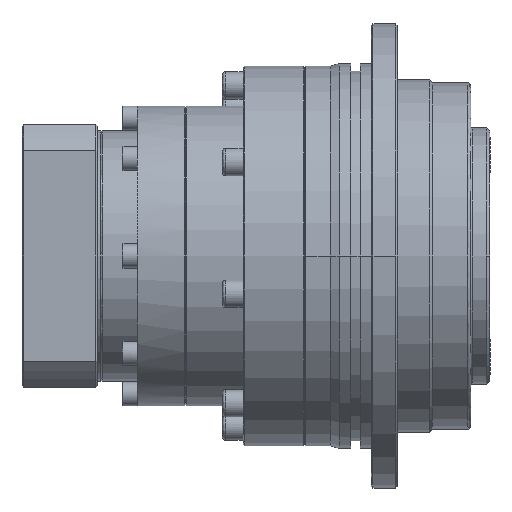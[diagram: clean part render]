
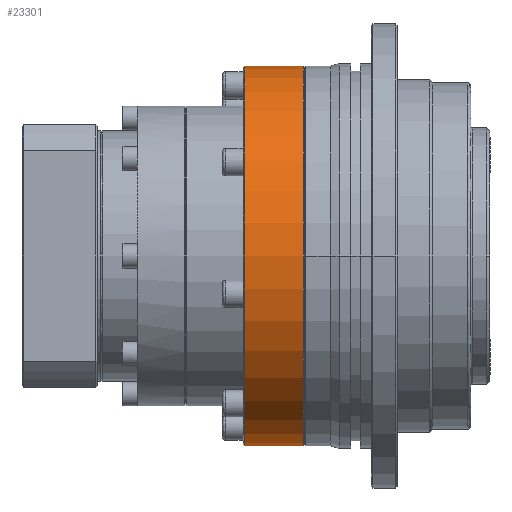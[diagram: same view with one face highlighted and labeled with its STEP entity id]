
A CAD part, front view. The second image highlights one B-rep face of the part: STEP entity #23301.
In plain terms, the highlighted cylindrical face has radius 59.25 mm (diameter 118.5 mm), a partial arc.
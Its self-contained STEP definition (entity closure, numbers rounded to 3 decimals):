
#2046 = CARTESIAN_POINT ( 'NONE',  ( -126.25, 0., -59.25 ) ) ;
#2555 = CARTESIAN_POINT ( 'NONE',  ( -126.9, 0., 59.25 ) ) ;
#3670 = EDGE_CURVE ( 'NONE', #11044, #23470, #17731, .T. ) ;
#5212 = VECTOR ( 'NONE', #27079, 1000. ) ;
#5696 = CARTESIAN_POINT ( 'NONE',  ( -126.25, 0., 59.25 ) ) ;
#5817 = DIRECTION ( 'NONE',  ( 0., 0., 1. ) ) ;
#8170 = EDGE_LOOP ( 'NONE', ( #18504, #27682, #27432, #13119 ) ) ;
#9657 = DIRECTION ( 'NONE',  ( 1., 0., 0. ) ) ;
#10409 = DIRECTION ( 'NONE',  ( -1., 0., 0. ) ) ;
#10719 = CARTESIAN_POINT ( 'NONE',  ( -144.7, 0., 0. ) ) ;
#11044 = VERTEX_POINT ( 'NONE', #2046 ) ;
#13119 = ORIENTED_EDGE ( 'NONE', *, *, #20835, .T. ) ;
#13166 = DIRECTION ( 'NONE',  ( 0., 0., 1. ) ) ;
#15458 = EDGE_CURVE ( 'NONE', #25444, #17024, #16953, .T. ) ;
#16575 = DIRECTION ( 'NONE',  ( -1., 0., 0. ) ) ;
#16953 = LINE ( 'NONE', #2555, #22948 ) ;
#17024 = VERTEX_POINT ( 'NONE', #20220 ) ;
#17731 = LINE ( 'NONE', #26944, #5212 ) ;
#18504 = ORIENTED_EDGE ( 'NONE', *, *, #3670, .F. ) ;
#19743 = EDGE_CURVE ( 'NONE', #25444, #11044, #24338, .T. ) ;
#20220 = CARTESIAN_POINT ( 'NONE',  ( -144.7, 0., 59.25 ) ) ;
#20835 = EDGE_CURVE ( 'NONE', #17024, #23470, #25236, .T. ) ;
#21064 = AXIS2_PLACEMENT_3D ( 'NONE', #10719, #27005, #13166 ) ;
#22948 = VECTOR ( 'NONE', #16575, 1000. ) ;
#23301 = ADVANCED_FACE ( 'NONE', ( #28006 ), #25021, .T. ) ;
#23470 = VERTEX_POINT ( 'NONE', #29860 ) ;
#23583 = CARTESIAN_POINT ( 'NONE',  ( -126.25, 0., 0. ) ) ;
#24329 = CARTESIAN_POINT ( 'NONE',  ( -126.9, 0., 0. ) ) ;
#24338 = CIRCLE ( 'NONE', #25101, 59.25 ) ;
#25021 = CYLINDRICAL_SURFACE ( 'NONE', #29188, 59.25 ) ;
#25101 = AXIS2_PLACEMENT_3D ( 'NONE', #23583, #9657, #25950 ) ;
#25236 = CIRCLE ( 'NONE', #21064, 59.25 ) ;
#25444 = VERTEX_POINT ( 'NONE', #5696 ) ;
#25950 = DIRECTION ( 'NONE',  ( 0., 0., 1. ) ) ;
#26944 = CARTESIAN_POINT ( 'NONE',  ( -126.9, 0., -59.25 ) ) ;
#27005 = DIRECTION ( 'NONE',  ( 1., 0., 0. ) ) ;
#27079 = DIRECTION ( 'NONE',  ( -1., 0., 0. ) ) ;
#27432 = ORIENTED_EDGE ( 'NONE', *, *, #15458, .T. ) ;
#27682 = ORIENTED_EDGE ( 'NONE', *, *, #19743, .F. ) ;
#28006 = FACE_OUTER_BOUND ( 'NONE', #8170, .T. ) ;
#29188 = AXIS2_PLACEMENT_3D ( 'NONE', #24329, #10409, #5817 ) ;
#29860 = CARTESIAN_POINT ( 'NONE',  ( -144.7, 0., -59.25 ) ) ;
